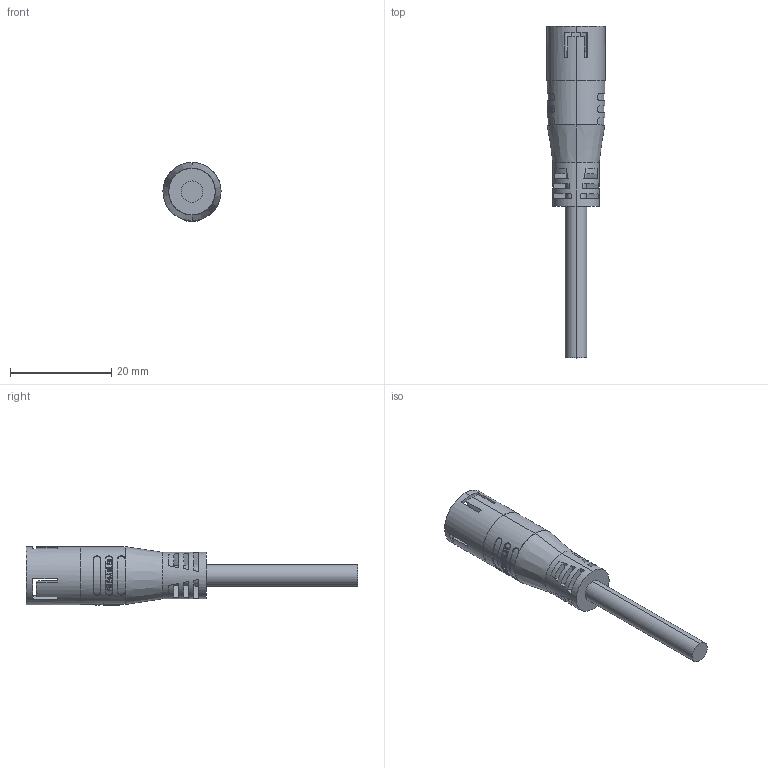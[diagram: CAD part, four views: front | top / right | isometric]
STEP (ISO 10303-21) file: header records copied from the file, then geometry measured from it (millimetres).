
FILE_DESCRIPTION (( 'STEP AP203' ), '1' );
FILE_NAME ('P78.STEP', '2020-03-31T02:03:13', ( 'edpusr' ), ( 'Microsoft' ), 'SwSTEP 2.0', 'SolidWorks 2015', '' );
FILE_SCHEMA (( 'CONFIG_CONTROL_DESIGN' ));
Length unit declared in the file: millimetre
Products named in the file (1): P78
Bounding box: 11.5 x 65.7 x 11.68 mm (x, y, z)
Volume: 2815.5 mm3; surface area: 2720.8 mm2
Topology: 2 solids, 2 shells, 443 faces, 1284 edges, 853 vertices
Faces by surface type: bspline 239, plane 115, cylinder 81, cone 8
Entity records: 26316 total; most frequent: CARTESIAN_POINT 16205, ORIENTED_EDGE 2564, DIRECTION 1297, EDGE_CURVE 1282, VERTEX_POINT 853, B_SPLINE_CURVE_WITH_KNOTS 602, EDGE_LOOP 491, LINE 473
